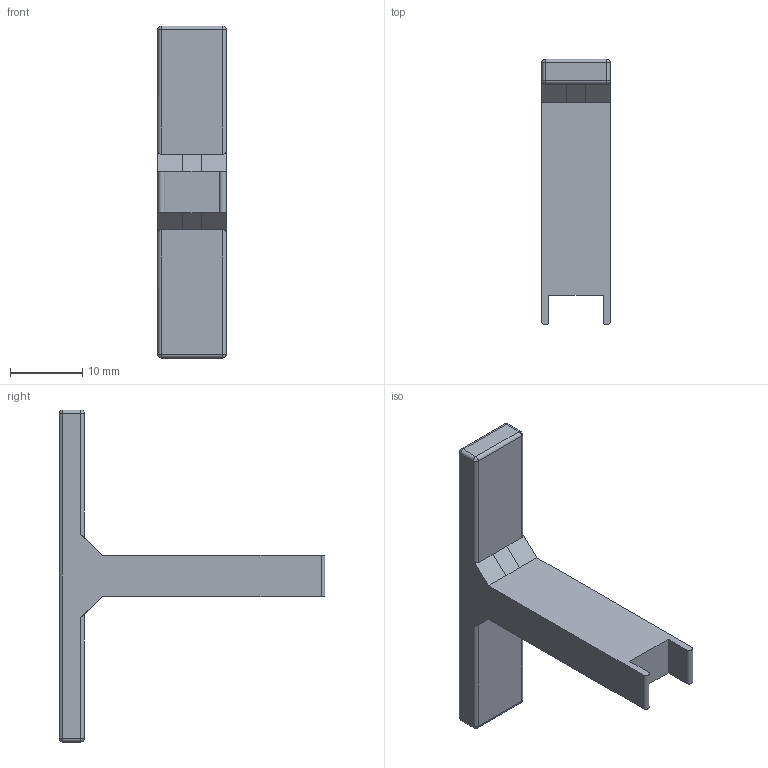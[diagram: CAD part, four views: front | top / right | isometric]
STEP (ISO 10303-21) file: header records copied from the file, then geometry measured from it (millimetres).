
FILE_DESCRIPTION (( 'STEP AP214' ), '1' );
FILE_NAME ('496300_ME 3.STP', '2013-11-18T07:50:01', ( 'arge' ), ( 'Microsoft' ), 'SwSTEP 2.0', 'SolidWorks 2013', '' );
FILE_SCHEMA (( 'AUTOMOTIVE_DESIGN' ));
Length unit declared in the file: millimetre
Products named in the file (1): 496300_ME 3
Bounding box: 9.5 x 36.8 x 46 mm (x, y, z)
Volume: 3201.7 mm3; surface area: 2193.4 mm2
Topology: 1 solids, 1 shells, 44 faces, 108 edges, 58 vertices
Faces by surface type: plane 20, cylinder 16, bspline 8
Entity records: 1810 total; most frequent: CARTESIAN_POINT 335, ORIENTED_EDGE 200, DIRECTION 198, EDGE_CURVE 100, VECTOR 68, LINE 68, AXIS2_PLACEMENT_3D 65, VERTEX_POINT 58
